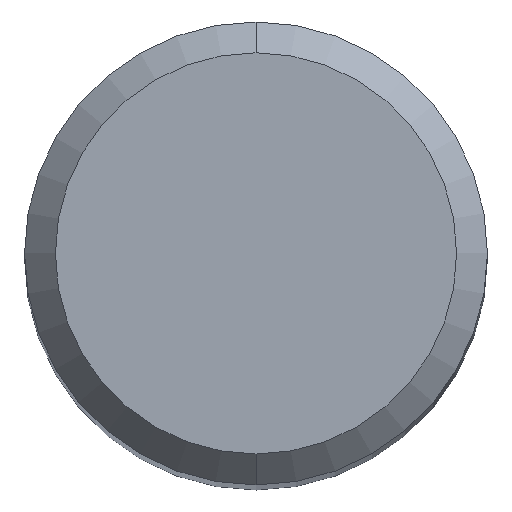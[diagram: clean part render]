
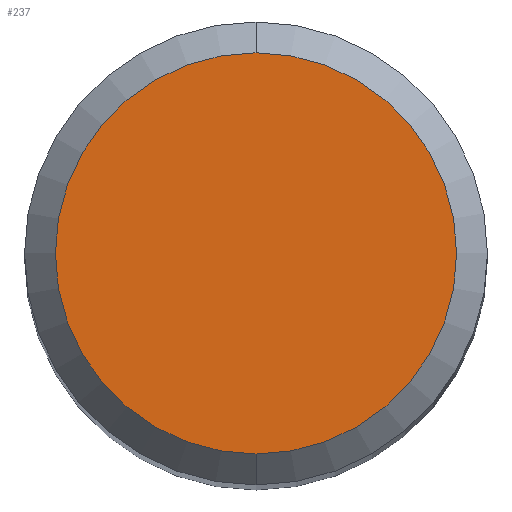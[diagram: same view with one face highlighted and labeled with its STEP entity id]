
A CAD part, top view. The second image highlights one B-rep face of the part: STEP entity #237.
In plain terms, the highlighted planar face has unit normal (0, 0, 1).
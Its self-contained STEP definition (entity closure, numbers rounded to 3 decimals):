
#237=ADVANCED_FACE('',(#549),#550,.T.);
#261=VERTEX_POINT('',#574);
#317=EDGE_CURVE('',#363,#261,#637,.T.);
#363=VERTEX_POINT('',#690);
#393=EDGE_CURVE('',#261,#363,#721,.T.);
#549=FACE_OUTER_BOUND('',#932,.T.);
#550=PLANE('',#933);
#574=CARTESIAN_POINT('',(0.,-2.6,0.0));
#637=CIRCLE('',#1117,2.6);
#690=CARTESIAN_POINT('',(0.0,2.6,0.0));
#721=CIRCLE('',#1317,2.6);
#932=EDGE_LOOP('',(#1511,#1512));
#933=AXIS2_PLACEMENT_3D('',#1513,#1514,#1515);
#1117=AXIS2_PLACEMENT_3D('',#1617,#1618,#1619);
#1317=AXIS2_PLACEMENT_3D('',#1714,#1715,#1716);
#1511=ORIENTED_EDGE('',*,*,#317,.F.);
#1512=ORIENTED_EDGE('',*,*,#393,.F.);
#1513=CARTESIAN_POINT('',(0.0,1.3,0.0));
#1514=DIRECTION('',(-0.0,0.0,1.0));
#1515=DIRECTION('',(0.0,-1.0,0.0));
#1617=CARTESIAN_POINT('',(0.0,0.0,0.0));
#1618=DIRECTION('',(0.0,0.0,-1.0));
#1619=DIRECTION('',(0.0,1.0,0.0));
#1714=CARTESIAN_POINT('',(0.0,0.0,0.0));
#1715=DIRECTION('',(0.0,0.0,-1.0));
#1716=DIRECTION('',(0.0,1.0,0.0));
